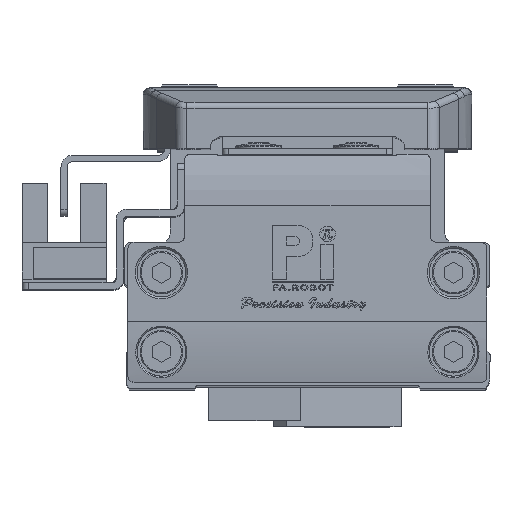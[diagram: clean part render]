
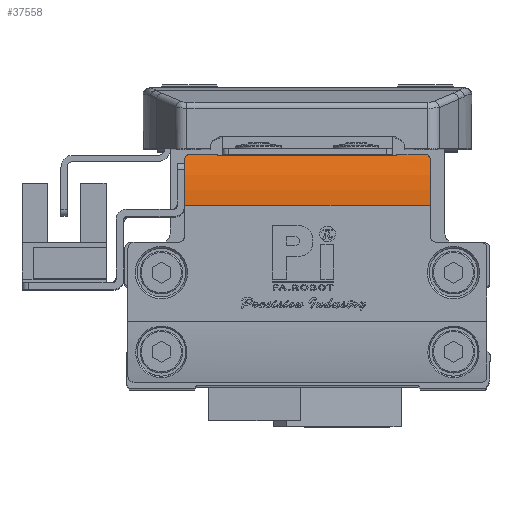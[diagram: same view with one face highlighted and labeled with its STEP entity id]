
A CAD part, top view. The second image highlights one B-rep face of the part: STEP entity #37558.
In plain terms, the highlighted cylindrical face has radius 24.833 mm (diameter 49.667 mm), a partial arc.
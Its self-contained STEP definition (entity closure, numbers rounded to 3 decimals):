
#1280 = CIRCLE ( 'NONE', #58061, 24.833 ) ;
#6491 = CARTESIAN_POINT ( 'NONE',  ( -14.695, 29.98, -11.833 ) ) ;
#8177 = DIRECTION ( 'NONE',  ( -1., 0., 0. ) ) ;
#8202 = DIRECTION ( 'NONE',  ( 0., 0., -1. ) ) ;
#8216 = CARTESIAN_POINT ( 'NONE',  ( 20.195, 29.98, -11.833 ) ) ;
#8763 = CARTESIAN_POINT ( 'NONE',  ( -30., 38.48, 11.5 ) ) ;
#8767 = DIRECTION ( 'NONE',  ( 1., 0., 0. ) ) ;
#8806 = DIRECTION ( 'NONE',  ( -1., 0., 0. ) ) ;
#10065 = VECTOR ( 'NONE', #16486, 1000. ) ;
#10084 = LINE ( 'NONE', #16476, #10065 ) ;
#10408 = VECTOR ( 'NONE', #18862, 1000. ) ;
#10430 = LINE ( 'NONE', #18856, #10408 ) ;
#10431 = CIRCLE ( 'NONE', #58419, 24.833 ) ;
#10481 = VECTOR ( 'NONE', #18936, 1000. ) ;
#10503 = LINE ( 'NONE', #18949, #10481 ) ;
#10556 = CIRCLE ( 'NONE', #58478, 24.833 ) ;
#10626 = CIRCLE ( 'NONE', #58438, 24.833 ) ;
#13527 = B_SPLINE_CURVE_WITH_KNOTS ( 'NONE', 3,
 ( #19064, #19065, #19088, #19100, #19078, #19066, #19090, #19080, #19084, #19086 ),
 .UNSPECIFIED., .F., .F.,
 ( 4, 2, 2, 2, 4 ),
 ( 0., 0., 0.001, 0.001, 0.002 ),
 .UNSPECIFIED. ) ;
#13549 = B_SPLINE_CURVE_WITH_KNOTS ( 'NONE', 3,
 ( #17260, #17226, #17264, #17188, #17196, #17207, #17215, #17220, #17201, #17230 ),
 .UNSPECIFIED., .F., .F.,
 ( 4, 2, 2, 2, 4 ),
 ( 0., 0., 0.001, 0.001, 0.002 ),
 .UNSPECIFIED. ) ;
#16476 = CARTESIAN_POINT ( 'NONE',  ( -30., 29.98, 13. ) ) ;
#16486 = DIRECTION ( 'NONE',  ( -1., 0., 0. ) ) ;
#17188 = CARTESIAN_POINT ( 'NONE',  ( -19.709, 38.348, 11.548 ) ) ;
#17196 = CARTESIAN_POINT ( 'NONE',  ( -19.82, 38.271, 11.575 ) ) ;
#17201 = CARTESIAN_POINT ( 'NONE',  ( -20.195, 37.609, 11.799 ) ) ;
#17207 = CARTESIAN_POINT ( 'NONE',  ( -20.001, 38.085, 11.64 ) ) ;
#17215 = CARTESIAN_POINT ( 'NONE',  ( -20.074, 37.975, 11.678 ) ) ;
#17220 = CARTESIAN_POINT ( 'NONE',  ( -20.17, 37.737, 11.758 ) ) ;
#17226 = CARTESIAN_POINT ( 'NONE',  ( -19.331, 38.48, 11.5 ) ) ;
#17230 = CARTESIAN_POINT ( 'NONE',  ( -20.195, 37.48, 11.84 ) ) ;
#17260 = CARTESIAN_POINT ( 'NONE',  ( -19.195, 38.48, 11.5 ) ) ;
#17264 = CARTESIAN_POINT ( 'NONE',  ( -19.464, 38.452, 11.51 ) ) ;
#18854 = DIRECTION ( 'NONE',  ( 0., 0., 1. ) ) ;
#18856 = CARTESIAN_POINT ( 'NONE',  ( -30., 38.18, 11.607 ) ) ;
#18862 = DIRECTION ( 'NONE',  ( 1., 0., 0. ) ) ;
#18936 = DIRECTION ( 'NONE',  ( 1., 0., 0. ) ) ;
#18949 = CARTESIAN_POINT ( 'NONE',  ( -30., 38.48, 11.5 ) ) ;
#19064 = CARTESIAN_POINT ( 'NONE',  ( 20.195, 37.48, 11.84 ) ) ;
#19065 = CARTESIAN_POINT ( 'NONE',  ( 20.195, 37.609, 11.799 ) ) ;
#19066 = CARTESIAN_POINT ( 'NONE',  ( 19.82, 38.271, 11.575 ) ) ;
#19067 = DIRECTION ( 'NONE',  ( 1., 0., 0. ) ) ;
#19078 = CARTESIAN_POINT ( 'NONE',  ( 20.002, 38.084, 11.641 ) ) ;
#19080 = CARTESIAN_POINT ( 'NONE',  ( 19.465, 38.452, 11.51 ) ) ;
#19084 = CARTESIAN_POINT ( 'NONE',  ( 19.331, 38.48, 11.5 ) ) ;
#19086 = CARTESIAN_POINT ( 'NONE',  ( 19.195, 38.48, 11.5 ) ) ;
#19088 = CARTESIAN_POINT ( 'NONE',  ( 20.17, 37.736, 11.758 ) ) ;
#19090 = CARTESIAN_POINT ( 'NONE',  ( 19.709, 38.348, 11.548 ) ) ;
#19092 = DIRECTION ( 'NONE',  ( 0., -1., 0. ) ) ;
#19097 = CARTESIAN_POINT ( 'NONE',  ( -20.195, 29.98, -11.833 ) ) ;
#19100 = CARTESIAN_POINT ( 'NONE',  ( 20.074, 37.975, 11.678 ) ) ;
#19155 = CARTESIAN_POINT ( 'NONE',  ( 14.695, 29.98, -11.833 ) ) ;
#19168 = DIRECTION ( 'NONE',  ( 1., 0., 0. ) ) ;
#19182 = DIRECTION ( 'NONE',  ( 0., 0., -1. ) ) ;
#26180 = CARTESIAN_POINT ( 'NONE',  ( -19.195, 38.48, 11.5 ) ) ;
#26343 = CARTESIAN_POINT ( 'NONE',  ( -14.695, 38.48, 11.5 ) ) ;
#26358 = CARTESIAN_POINT ( 'NONE',  ( 20.195, 37.48, 11.84 ) ) ;
#26367 = CARTESIAN_POINT ( 'NONE',  ( 20.195, 29.98, 13. ) ) ;
#27135 = CARTESIAN_POINT ( 'NONE',  ( -20.195, 29.98, 13. ) ) ;
#27252 = CARTESIAN_POINT ( 'NONE',  ( 14.695, 38.18, 11.607 ) ) ;
#27278 = CARTESIAN_POINT ( 'NONE',  ( -20.195, 37.48, 11.84 ) ) ;
#27281 = CARTESIAN_POINT ( 'NONE',  ( 14.695, 38.48, 11.5 ) ) ;
#27287 = CARTESIAN_POINT ( 'NONE',  ( -14.695, 38.18, 11.607 ) ) ;
#27315 = CARTESIAN_POINT ( 'NONE',  ( 19.195, 38.48, 11.5 ) ) ;
#37428 = LINE ( 'NONE', #8763, #61044 ) ;
#37558 = ADVANCED_FACE ( 'NONE', ( #59621 ), #59648, .T. ) ;
#40776 = EDGE_LOOP ( 'NONE', ( #50093, #50290, #50123, #50067, #50154, #50048, #50097, #50113, #50316, #50151 ) ) ;
#43564 = EDGE_CURVE ( 'NONE', #50923, #50970, #1280, .T. ) ;
#43712 = EDGE_CURVE ( 'NONE', #50866, #51042, #37428, .T. ) ;
#44601 = EDGE_CURVE ( 'NONE', #50923, #51878, #10084, .T. ) ;
#45019 = EDGE_CURVE ( 'NONE', #50866, #52009, #13549, .T. ) ;
#45053 = EDGE_CURVE ( 'NONE', #52002, #51042, #10431, .T. ) ;
#45068 = EDGE_CURVE ( 'NONE', #52002, #51957, #10430, .T. ) ;
#45118 = EDGE_CURVE ( 'NONE', #51990, #52015, #10503, .T. ) ;
#45172 = EDGE_CURVE ( 'NONE', #52009, #51878, #10556, .T. ) ;
#45188 = EDGE_CURVE ( 'NONE', #50970, #52015, #13527, .T. ) ;
#45229 = EDGE_CURVE ( 'NONE', #51990, #51957, #10626, .T. ) ;
#50048 = ORIENTED_EDGE ( 'NONE', *, *, #45053, .T. ) ;
#50067 = ORIENTED_EDGE ( 'NONE', *, *, #45229, .T. ) ;
#50093 = ORIENTED_EDGE ( 'NONE', *, *, #43564, .T. ) ;
#50097 = ORIENTED_EDGE ( 'NONE', *, *, #43712, .F. ) ;
#50113 = ORIENTED_EDGE ( 'NONE', *, *, #45019, .T. ) ;
#50123 = ORIENTED_EDGE ( 'NONE', *, *, #45118, .F. ) ;
#50151 = ORIENTED_EDGE ( 'NONE', *, *, #44601, .F. ) ;
#50154 = ORIENTED_EDGE ( 'NONE', *, *, #45068, .F. ) ;
#50290 = ORIENTED_EDGE ( 'NONE', *, *, #45188, .T. ) ;
#50316 = ORIENTED_EDGE ( 'NONE', *, *, #45172, .T. ) ;
#50866 = VERTEX_POINT ( 'NONE', #26180 ) ;
#50923 = VERTEX_POINT ( 'NONE', #26367 ) ;
#50970 = VERTEX_POINT ( 'NONE', #26358 ) ;
#51042 = VERTEX_POINT ( 'NONE', #26343 ) ;
#51878 = VERTEX_POINT ( 'NONE', #27135 ) ;
#51957 = VERTEX_POINT ( 'NONE', #27252 ) ;
#51990 = VERTEX_POINT ( 'NONE', #27281 ) ;
#52002 = VERTEX_POINT ( 'NONE', #27287 ) ;
#52009 = VERTEX_POINT ( 'NONE', #27278 ) ;
#52015 = VERTEX_POINT ( 'NONE', #27315 ) ;
#55456 = AXIS2_PLACEMENT_3D ( 'NONE', #61279, #61249, #62799 ) ;
#58061 = AXIS2_PLACEMENT_3D ( 'NONE', #8216, #8177, #8202 ) ;
#58419 = AXIS2_PLACEMENT_3D ( 'NONE', #6491, #8806, #18854 ) ;
#58438 = AXIS2_PLACEMENT_3D ( 'NONE', #19155, #19168, #19182 ) ;
#58478 = AXIS2_PLACEMENT_3D ( 'NONE', #19097, #19067, #19092 ) ;
#59621 = FACE_OUTER_BOUND ( 'NONE', #40776, .T. ) ;
#59648 = CYLINDRICAL_SURFACE ( 'NONE', #55456, 24.833 ) ;
#61044 = VECTOR ( 'NONE', #8767, 1000. ) ;
#61249 = DIRECTION ( 'NONE',  ( 1., 0., 0. ) ) ;
#61279 = CARTESIAN_POINT ( 'NONE',  ( -30., 29.98, -11.833 ) ) ;
#62799 = DIRECTION ( 'NONE',  ( 0., 0., -1. ) ) ;
